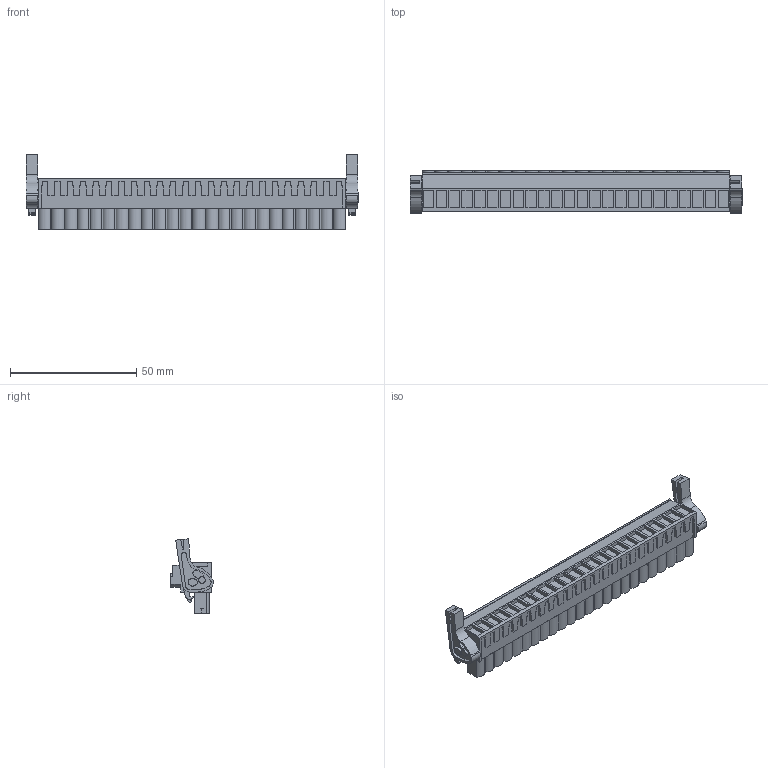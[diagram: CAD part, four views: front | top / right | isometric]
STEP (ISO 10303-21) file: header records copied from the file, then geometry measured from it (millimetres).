
FILE_DESCRIPTION(('CATIA V5 STEP','CAx-IF Rec.Pracs.--- Model Styling and Organization---1.2---2011-12-15'),'2;1');
FILE_NAME ('D1459995_0_1945050000_1945050000.stp','2017-05-22T13:30:59+00:00',('none'),('Weidmueller'),'CATIA Version 5-6 Release 2014','CATIA V5 STEP AP214','none');
FILE_SCHEMA(('AUTOMOTIVE_DESIGN { 1 0 10303 214 1 1 1 1 }'));
Length unit declared in the file: millimetre
Products named in the file (1): 1945050000
Bounding box: 131.62 x 16.91 x 29.52 mm (x, y, z)
Volume: 23805.4 mm3; surface area: 15771.6 mm2
Topology: 27 solids, 27 shells, 1714 faces, 4837 edges, 3284 vertices
Faces by surface type: plane 1424, cylinder 250, extrusion 40
Entity records: 50853 total; most frequent: CARTESIAN_POINT 9794, ORIENTED_EDGE 9674, DIRECTION 6427, EDGE_CURVE 4837, VECTOR 4187, LINE 4147, VERTEX_POINT 3284, EDGE_LOOP 1829
